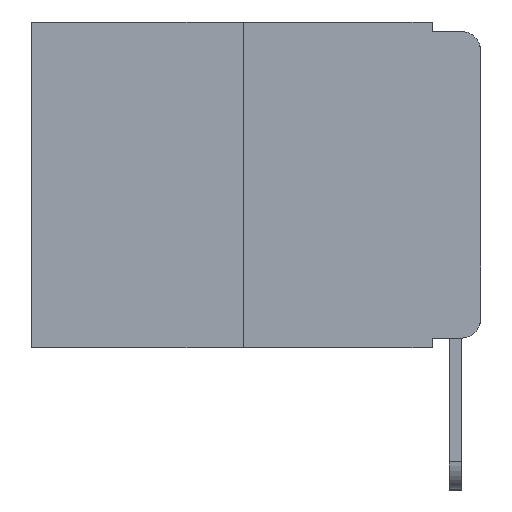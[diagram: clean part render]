
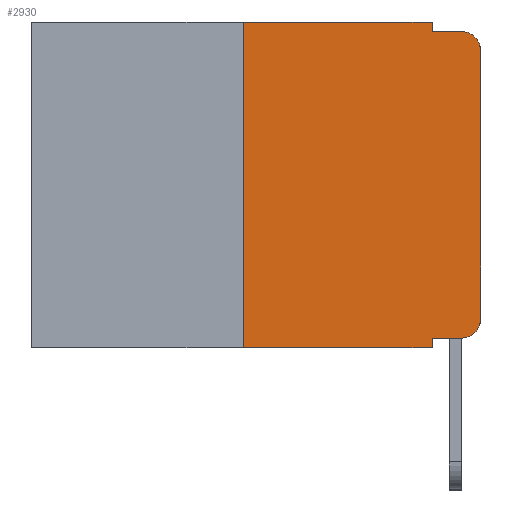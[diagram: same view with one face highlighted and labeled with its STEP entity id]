
A CAD part, left-side view. The second image highlights one B-rep face of the part: STEP entity #2930.
In plain terms, the highlighted planar face has unit normal (-1, 0, 0).
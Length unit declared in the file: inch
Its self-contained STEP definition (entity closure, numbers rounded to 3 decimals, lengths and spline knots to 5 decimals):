
#784 = VERTEX_POINT ( 'NONE', #21517 ) ;
#889 = VERTEX_POINT ( 'NONE', #20637 ) ;
#932 = CARTESIAN_POINT ( 'NONE',  ( 0., 0.051, -0.333 ) ) ;
#1055 = EDGE_CURVE ( 'NONE', #21450, #889, #21688, .T. ) ;
#1824 = VERTEX_POINT ( 'NONE', #19836 ) ;
#2217 = DIRECTION ( 'NONE',  ( 0., 0., -1. ) ) ;
#2411 = CARTESIAN_POINT ( 'NONE',  ( 0., 0.051, 0. ) ) ;
#2464 = ORIENTED_EDGE ( 'NONE', *, *, #3928, .F. ) ;
#2486 = EDGE_CURVE ( 'NONE', #10413, #21450, #21318, .T. ) ;
#2507 = DIRECTION ( 'NONE',  ( 0., -1., 0. ) ) ;
#2930 = ADVANCED_FACE ( 'NONE', ( #11688 ), #4384, .F. ) ;
#3081 = VERTEX_POINT ( 'NONE', #21218 ) ;
#3163 = ORIENTED_EDGE ( 'NONE', *, *, #2486, .T. ) ;
#3246 = DIRECTION ( 'NONE',  ( -1., 0., 0. ) ) ;
#3928 = EDGE_CURVE ( 'NONE', #10413, #20378, #24414, .T. ) ;
#3963 = LINE ( 'NONE', #8141, #19527 ) ;
#4384 = PLANE ( 'NONE',  #5212 ) ;
#4476 = VECTOR ( 'NONE', #17137, 39.37008 ) ;
#5118 = CARTESIAN_POINT ( 'NONE',  ( 0., 0.051, -0.343 ) ) ;
#5212 = AXIS2_PLACEMENT_3D ( 'NONE', #5945, #6072, #6043 ) ;
#5329 = EDGE_CURVE ( 'NONE', #3081, #15375, #17574, .T. ) ;
#5740 = LINE ( 'NONE', #17367, #10546 ) ;
#5945 = CARTESIAN_POINT ( 'NONE',  ( 0., 0.473, 0. ) ) ;
#5965 = ORIENTED_EDGE ( 'NONE', *, *, #8107, .F. ) ;
#5990 = CARTESIAN_POINT ( 'NONE',  ( 0., 0.02, -0.333 ) ) ;
#6043 = DIRECTION ( 'NONE',  ( 0., 0., -1. ) ) ;
#6072 = DIRECTION ( 'NONE',  ( 1., 0., 0. ) ) ;
#6234 = ORIENTED_EDGE ( 'NONE', *, *, #25050, .T. ) ;
#6362 = ORIENTED_EDGE ( 'NONE', *, *, #5329, .F. ) ;
#6654 = CIRCLE ( 'NONE', #14354, 0.02 ) ;
#6740 = EDGE_CURVE ( 'NONE', #20700, #784, #17692, .T. ) ;
#7119 = CARTESIAN_POINT ( 'NONE',  ( 0., 0.051, -0.333 ) ) ;
#7262 = DIRECTION ( 'NONE',  ( 0., -1., 0. ) ) ;
#7682 = ORIENTED_EDGE ( 'NONE', *, *, #9495, .T. ) ;
#7730 = CARTESIAN_POINT ( 'NONE',  ( 0., 0.051, 0. ) ) ;
#8107 = EDGE_CURVE ( 'NONE', #784, #9333, #24454, .T. ) ;
#8141 = CARTESIAN_POINT ( 'NONE',  ( 0., 0.473, -0.343 ) ) ;
#8463 = VECTOR ( 'NONE', #2507, 39.37008 ) ;
#8523 = ORIENTED_EDGE ( 'NONE', *, *, #12460, .F. ) ;
#8927 = ORIENTED_EDGE ( 'NONE', *, *, #12248, .T. ) ;
#9333 = VERTEX_POINT ( 'NONE', #12890 ) ;
#9495 = EDGE_CURVE ( 'NONE', #1824, #9333, #6654, .T. ) ;
#9929 = DIRECTION ( 'NONE',  ( 0., 0., -1. ) ) ;
#10099 = CARTESIAN_POINT ( 'NONE',  ( 0., 0.051, 0. ) ) ;
#10413 = VERTEX_POINT ( 'NONE', #932 ) ;
#10546 = VECTOR ( 'NONE', #7262, 39.37008 ) ;
#11039 = DIRECTION ( 'NONE',  ( 0., 0., 1. ) ) ;
#11577 = VECTOR ( 'NONE', #21619, 39.37008 ) ;
#11688 = FACE_OUTER_BOUND ( 'NONE', #14061, .T. ) ;
#12248 = EDGE_CURVE ( 'NONE', #889, #1824, #17538, .T. ) ;
#12276 = ORIENTED_EDGE ( 'NONE', *, *, #6740, .F. ) ;
#12277 = DIRECTION ( 'NONE',  ( 0., -1., 0. ) ) ;
#12460 = EDGE_CURVE ( 'NONE', #15375, #20700, #5740, .T. ) ;
#12890 = CARTESIAN_POINT ( 'NONE',  ( 0., 0.02, -0.01 ) ) ;
#14061 = EDGE_LOOP ( 'NONE', ( #8927, #7682, #5965, #12276, #8523, #6362, #6234, #2464, #3163, #20420 ) ) ;
#14354 = AXIS2_PLACEMENT_3D ( 'NONE', #15584, #3246, #17551 ) ;
#15375 = VERTEX_POINT ( 'NONE', #16491 ) ;
#15584 = CARTESIAN_POINT ( 'NONE',  ( 0., 0.02, -0.03 ) ) ;
#16198 = CARTESIAN_POINT ( 'NONE',  ( 0., 0.02, -0.313 ) ) ;
#16491 = CARTESIAN_POINT ( 'NONE',  ( 0., 0.25, 0. ) ) ;
#16930 = VECTOR ( 'NONE', #11039, 39.37008 ) ;
#17137 = DIRECTION ( 'NONE',  ( 0., -1., 0. ) ) ;
#17177 = CARTESIAN_POINT ( 'NONE',  ( 0., 0., 0. ) ) ;
#17367 = CARTESIAN_POINT ( 'NONE',  ( 0., 0.473, 0. ) ) ;
#17538 = LINE ( 'NONE', #17177, #16930 ) ;
#17551 = DIRECTION ( 'NONE',  ( 0., 0., -1. ) ) ;
#17574 = LINE ( 'NONE', #21911, #11577 ) ;
#17692 = LINE ( 'NONE', #10099, #22379 ) ;
#17931 = DIRECTION ( 'NONE',  ( 0., 0., -1. ) ) ;
#18154 = AXIS2_PLACEMENT_3D ( 'NONE', #16198, #24591, #2217 ) ;
#19527 = VECTOR ( 'NONE', #12277, 39.37008 ) ;
#19836 = CARTESIAN_POINT ( 'NONE',  ( 0., 0., -0.03 ) ) ;
#20323 = CARTESIAN_POINT ( 'NONE',  ( 0., 0.051, -0.01 ) ) ;
#20378 = VERTEX_POINT ( 'NONE', #5118 ) ;
#20420 = ORIENTED_EDGE ( 'NONE', *, *, #1055, .T. ) ;
#20637 = CARTESIAN_POINT ( 'NONE',  ( 0., 0., -0.313 ) ) ;
#20700 = VERTEX_POINT ( 'NONE', #2411 ) ;
#21218 = CARTESIAN_POINT ( 'NONE',  ( 0., 0.25, -0.343 ) ) ;
#21318 = LINE ( 'NONE', #7119, #4476 ) ;
#21450 = VERTEX_POINT ( 'NONE', #5990 ) ;
#21517 = CARTESIAN_POINT ( 'NONE',  ( 0., 0.051, -0.01 ) ) ;
#21619 = DIRECTION ( 'NONE',  ( 0., 0., 1. ) ) ;
#21688 = CIRCLE ( 'NONE', #18154, 0.02 ) ;
#21911 = CARTESIAN_POINT ( 'NONE',  ( 0., 0.25, 0. ) ) ;
#22379 = VECTOR ( 'NONE', #9929, 39.37008 ) ;
#23824 = VECTOR ( 'NONE', #17931, 39.37008 ) ;
#24414 = LINE ( 'NONE', #7730, #23824 ) ;
#24454 = LINE ( 'NONE', #20323, #8463 ) ;
#24591 = DIRECTION ( 'NONE',  ( -1., 0., 0. ) ) ;
#25050 = EDGE_CURVE ( 'NONE', #3081, #20378, #3963, .T. ) ;
